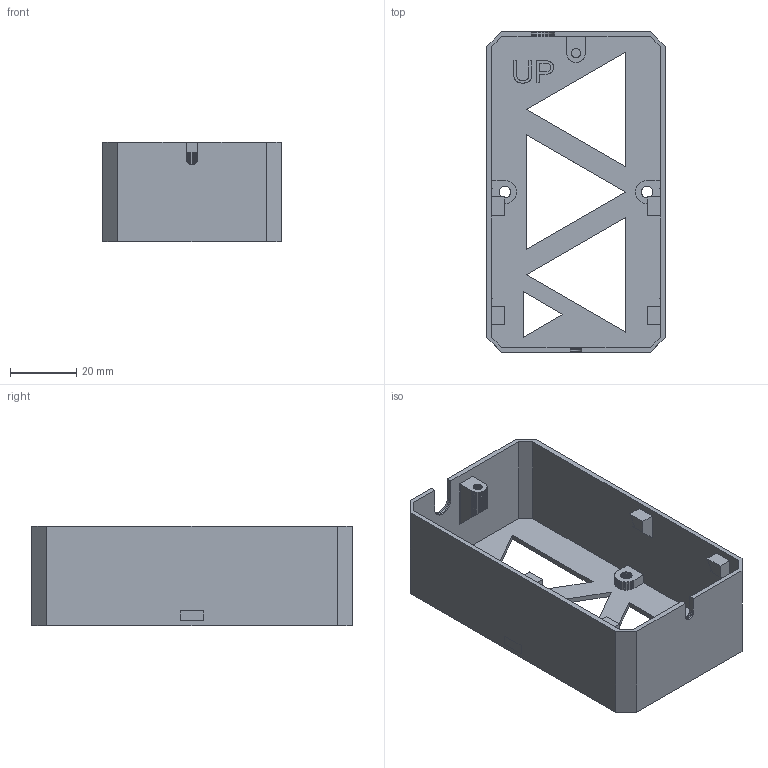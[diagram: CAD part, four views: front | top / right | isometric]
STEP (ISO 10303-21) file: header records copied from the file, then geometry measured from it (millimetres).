
FILE_DESCRIPTION(('FreeCAD Model'),'2;1');
FILE_NAME('superswitch-case-v2.step','2020-10-28T16:41:16',('Author'),(''), 'Open CASCADE STEP processor 7.4','FreeCAD','Unknown');
FILE_SCHEMA(('AUTOMOTIVE_DESIGN { 1 0 10303 214 1 1 1 1 }'));
Length unit declared in the file: millimetre
Products named in the file (1): Group004
Bounding box: 54 x 97 x 30 mm (x, y, z)
Volume: 18138.7 mm3; surface area: 25106.2 mm2
Topology: 1 solids, 1 shells, 591 faces, 1633 edges, 1058 vertices
Faces by surface type: plane 591
Entity records: 38190 total; most frequent: CARTESIAN_POINT 7949, DIRECTION 4683, LINE 3499, VECTOR 3499, ORIENTED_EDGE 3266, PCURVE 3266, DEFINITIONAL_REPRESENTATION 3266, EDGE_CURVE 1633
